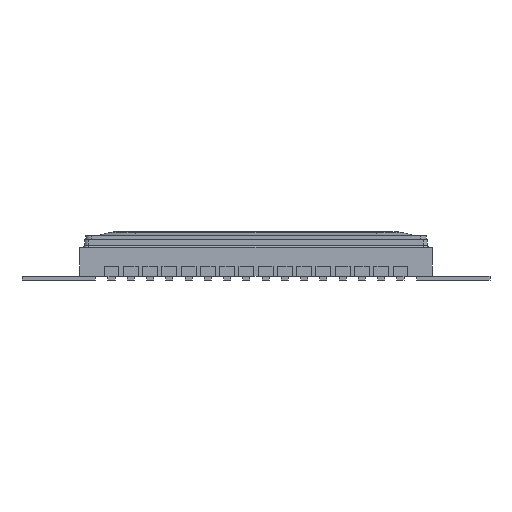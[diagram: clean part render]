
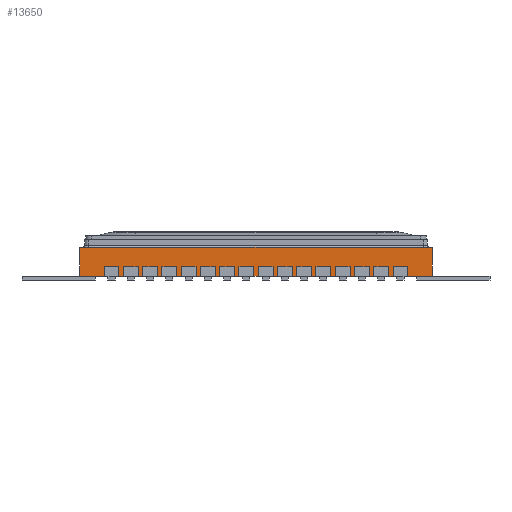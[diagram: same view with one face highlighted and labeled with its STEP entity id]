
A CAD part, front view. The second image highlights one B-rep face of the part: STEP entity #13650.
In plain terms, the highlighted planar face has unit normal (0, -1, 0).
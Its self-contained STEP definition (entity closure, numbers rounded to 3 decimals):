
#443 = ORIENTED_EDGE ( 'NONE', *, *, #12019, .T. ) ;
#613 = CARTESIAN_POINT ( 'NONE',  ( 9.15, -9.15, 0. ) ) ;
#1767 = VERTEX_POINT ( 'NONE', #3720 ) ;
#1907 = VECTOR ( 'NONE', #11044, 1000. ) ;
#2340 = ORIENTED_EDGE ( 'NONE', *, *, #12116, .T. ) ;
#2347 = LINE ( 'NONE', #4652, #11317 ) ;
#2856 = VERTEX_POINT ( 'NONE', #613 ) ;
#2989 = PLANE ( 'NONE',  #7040 ) ;
#3720 = CARTESIAN_POINT ( 'NONE',  ( -9.15, -9.15, 1.5 ) ) ;
#3740 = DIRECTION ( 'NONE',  ( 0., -1., 0. ) ) ;
#3932 = CARTESIAN_POINT ( 'NONE',  ( -9.15, -9.15, 1.5 ) ) ;
#4410 = VERTEX_POINT ( 'NONE', #12650 ) ;
#4652 = CARTESIAN_POINT ( 'NONE',  ( 0., -9.15, 0. ) ) ;
#5474 = LINE ( 'NONE', #6545, #1907 ) ;
#5883 = VECTOR ( 'NONE', #9097, 1000. ) ;
#6086 = ORIENTED_EDGE ( 'NONE', *, *, #10966, .T. ) ;
#6376 = DIRECTION ( 'NONE',  ( 0., 0., -1. ) ) ;
#6545 = CARTESIAN_POINT ( 'NONE',  ( 9.15, -9.15, 0. ) ) ;
#6740 = ORIENTED_EDGE ( 'NONE', *, *, #13445, .T. ) ;
#6962 = FACE_OUTER_BOUND ( 'NONE', #8173, .T. ) ;
#7040 = AXIS2_PLACEMENT_3D ( 'NONE', #13874, #3740, #6376 ) ;
#7309 = CARTESIAN_POINT ( 'NONE',  ( -9.15, -9.15, 0. ) ) ;
#8173 = EDGE_LOOP ( 'NONE', ( #6086, #6740, #2340, #443 ) ) ;
#9097 = DIRECTION ( 'NONE',  ( 0., 0., -1. ) ) ;
#9102 = DIRECTION ( 'NONE',  ( 1., 0., 0. ) ) ;
#9367 = LINE ( 'NONE', #3932, #10093 ) ;
#10093 = VECTOR ( 'NONE', #13910, 1000. ) ;
#10228 = LINE ( 'NONE', #11332, #5883 ) ;
#10966 = EDGE_CURVE ( 'NONE', #4410, #1767, #9367, .T. ) ;
#10969 = VERTEX_POINT ( 'NONE', #7309 ) ;
#11044 = DIRECTION ( 'NONE',  ( 0., 0., 1. ) ) ;
#11317 = VECTOR ( 'NONE', #9102, 1000. ) ;
#11332 = CARTESIAN_POINT ( 'NONE',  ( -9.15, -9.15, 0. ) ) ;
#12019 = EDGE_CURVE ( 'NONE', #2856, #4410, #5474, .T. ) ;
#12116 = EDGE_CURVE ( 'NONE', #10969, #2856, #2347, .T. ) ;
#12650 = CARTESIAN_POINT ( 'NONE',  ( 9.15, -9.15, 1.5 ) ) ;
#13445 = EDGE_CURVE ( 'NONE', #1767, #10969, #10228, .T. ) ;
#13650 = ADVANCED_FACE ( 'NONE', ( #6962 ), #2989, .T. ) ;
#13874 = CARTESIAN_POINT ( 'NONE',  ( -9.15, -9.15, 0. ) ) ;
#13910 = DIRECTION ( 'NONE',  ( -1., 0., 0. ) ) ;
